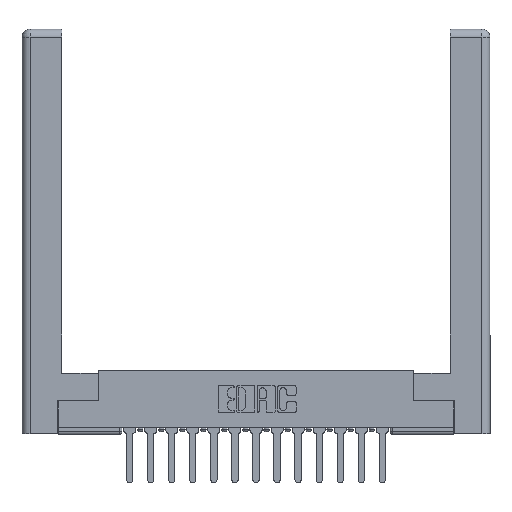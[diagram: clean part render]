
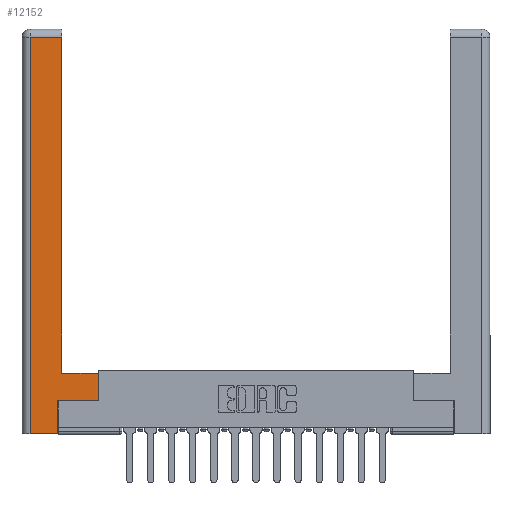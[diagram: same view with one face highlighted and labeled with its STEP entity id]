
A CAD part, top view. The second image highlights one B-rep face of the part: STEP entity #12152.
In plain terms, the highlighted planar face has unit normal (0, 0, 1).
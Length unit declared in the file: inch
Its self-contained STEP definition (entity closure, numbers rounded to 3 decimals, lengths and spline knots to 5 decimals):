
#119 = VECTOR ( 'NONE', #8954, 39.37008 ) ;
#230 = CARTESIAN_POINT ( 'NONE',  ( 0.265, 0., 0. ) ) ;
#553 = EDGE_CURVE ( 'NONE', #14124, #12321, #6573, .T. ) ;
#700 = VECTOR ( 'NONE', #5347, 39.37008 ) ;
#709 = DIRECTION ( 'NONE',  ( -1., 0., 0. ) ) ;
#984 = VECTOR ( 'NONE', #6306, 39.37008 ) ;
#1114 = CARTESIAN_POINT ( 'NONE',  ( 0.295, 2.94, 0. ) ) ;
#1159 = LINE ( 'NONE', #6119, #2206 ) ;
#1180 = VERTEX_POINT ( 'NONE', #12832 ) ;
#1550 = ORIENTED_EDGE ( 'NONE', *, *, #553, .T. ) ;
#2016 = VERTEX_POINT ( 'NONE', #2586 ) ;
#2206 = VECTOR ( 'NONE', #7472, 39.37008 ) ;
#2312 = VECTOR ( 'NONE', #14708, 39.37008 ) ;
#2458 = EDGE_LOOP ( 'NONE', ( #6631, #1550, #14638, #12707, #13208, #5028, #5431, #13338 ) ) ;
#2586 = CARTESIAN_POINT ( 'NONE',  ( 0.265, 0.245, 0. ) ) ;
#2725 = LINE ( 'NONE', #12027, #2312 ) ;
#3045 = LINE ( 'NONE', #10228, #119 ) ;
#3570 = CARTESIAN_POINT ( 'NONE',  ( 0.295, 0.45, 0. ) ) ;
#4291 = VECTOR ( 'NONE', #9338, 39.37008 ) ;
#5028 = ORIENTED_EDGE ( 'NONE', *, *, #15977, .T. ) ;
#5347 = DIRECTION ( 'NONE',  ( 0., 1., 0. ) ) ;
#5427 = EDGE_CURVE ( 'NONE', #13077, #11576, #12075, .T. ) ;
#5431 = ORIENTED_EDGE ( 'NONE', *, *, #6302, .T. ) ;
#5971 = VECTOR ( 'NONE', #16266, 39.37008 ) ;
#6119 = CARTESIAN_POINT ( 'NONE',  ( 0.565, 0.245, 0. ) ) ;
#6302 = EDGE_CURVE ( 'NONE', #13730, #1180, #7220, .T. ) ;
#6306 = DIRECTION ( 'NONE',  ( 1., 0., 0. ) ) ;
#6377 = VECTOR ( 'NONE', #7376, 39.37008 ) ;
#6573 = LINE ( 'NONE', #14019, #6377 ) ;
#6631 = ORIENTED_EDGE ( 'NONE', *, *, #8285, .T. ) ;
#6750 = CARTESIAN_POINT ( 'NONE',  ( 0.565, 0.245, 0. ) ) ;
#7220 = LINE ( 'NONE', #14441, #4291 ) ;
#7376 = DIRECTION ( 'NONE',  ( -1., 0., 0. ) ) ;
#7472 = DIRECTION ( 'NONE',  ( 1., 0., 0. ) ) ;
#8285 = EDGE_CURVE ( 'NONE', #9367, #14124, #15983, .T. ) ;
#8291 = AXIS2_PLACEMENT_3D ( 'NONE', #8890, #8652, #709 ) ;
#8652 = DIRECTION ( 'NONE',  ( 0., 0., -1. ) ) ;
#8890 = CARTESIAN_POINT ( 'NONE',  ( 0., 0., 0. ) ) ;
#8954 = DIRECTION ( 'NONE',  ( -1., 0., 0. ) ) ;
#9338 = DIRECTION ( 'NONE',  ( 0., 1., 0. ) ) ;
#9367 = VERTEX_POINT ( 'NONE', #3570 ) ;
#9488 = CARTESIAN_POINT ( 'NONE',  ( 0.0615, 0., 0. ) ) ;
#10228 = CARTESIAN_POINT ( 'NONE',  ( 0.295, 0.45, 0. ) ) ;
#10508 = EDGE_CURVE ( 'NONE', #11576, #2016, #15396, .T. ) ;
#10708 = CARTESIAN_POINT ( 'NONE',  ( 0.295, 3., 0. ) ) ;
#10845 = EDGE_CURVE ( 'NONE', #1180, #9367, #3045, .T. ) ;
#11476 = PLANE ( 'NONE',  #8291 ) ;
#11576 = VERTEX_POINT ( 'NONE', #230 ) ;
#12027 = CARTESIAN_POINT ( 'NONE',  ( 0.0615, 0., 0. ) ) ;
#12075 = LINE ( 'NONE', #12987, #984 ) ;
#12152 = ADVANCED_FACE ( 'NONE', ( #16562 ), #11476, .F. ) ;
#12256 = CARTESIAN_POINT ( 'NONE',  ( 0.265, 0.245, 0. ) ) ;
#12321 = VERTEX_POINT ( 'NONE', #14444 ) ;
#12707 = ORIENTED_EDGE ( 'NONE', *, *, #5427, .T. ) ;
#12832 = CARTESIAN_POINT ( 'NONE',  ( 0.565, 0.45, 0. ) ) ;
#12987 = CARTESIAN_POINT ( 'NONE',  ( 0.265, 0., 0. ) ) ;
#13020 = EDGE_CURVE ( 'NONE', #12321, #13077, #2725, .T. ) ;
#13077 = VERTEX_POINT ( 'NONE', #9488 ) ;
#13208 = ORIENTED_EDGE ( 'NONE', *, *, #10508, .T. ) ;
#13338 = ORIENTED_EDGE ( 'NONE', *, *, #10845, .T. ) ;
#13730 = VERTEX_POINT ( 'NONE', #6750 ) ;
#14019 = CARTESIAN_POINT ( 'NONE',  ( 0.0615, 2.94, 0. ) ) ;
#14124 = VERTEX_POINT ( 'NONE', #1114 ) ;
#14441 = CARTESIAN_POINT ( 'NONE',  ( 0.565, 0.45, 0. ) ) ;
#14444 = CARTESIAN_POINT ( 'NONE',  ( 0.0615, 2.94, 0. ) ) ;
#14638 = ORIENTED_EDGE ( 'NONE', *, *, #13020, .T. ) ;
#14708 = DIRECTION ( 'NONE',  ( 0., -1., 0. ) ) ;
#15396 = LINE ( 'NONE', #12256, #5971 ) ;
#15977 = EDGE_CURVE ( 'NONE', #2016, #13730, #1159, .T. ) ;
#15983 = LINE ( 'NONE', #10708, #700 ) ;
#16266 = DIRECTION ( 'NONE',  ( 0., 1., 0. ) ) ;
#16562 = FACE_OUTER_BOUND ( 'NONE', #2458, .T. ) ;
